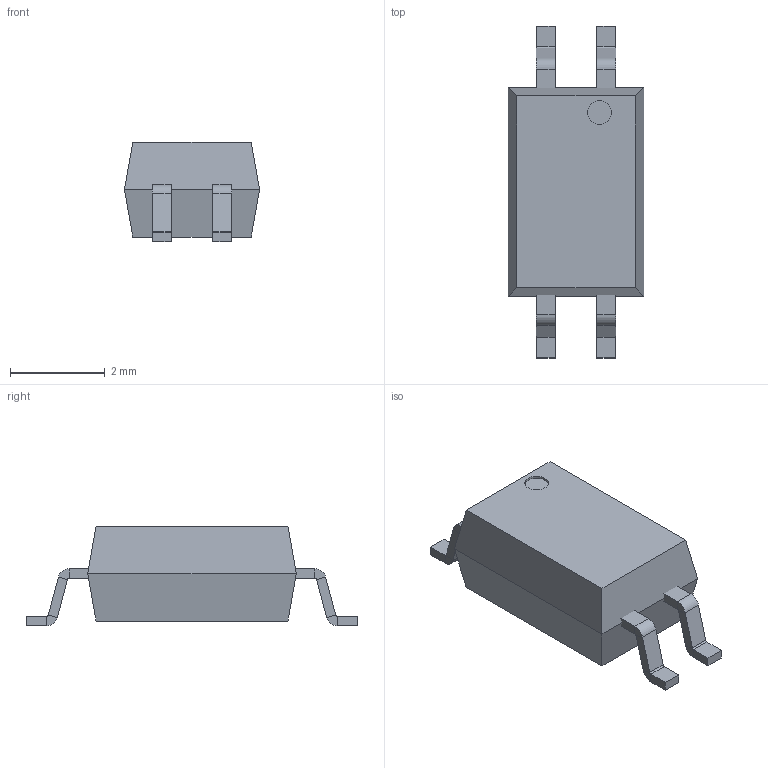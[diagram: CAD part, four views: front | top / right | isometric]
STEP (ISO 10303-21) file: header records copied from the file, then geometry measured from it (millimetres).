
FILE_DESCRIPTION(('FreeCAD Model'),'2;1');
FILE_NAME('Open CASCADE Shape Model','2023-06-28T14:18:42',( 'kicad StepUp'),('ksu MCAD'),'Open CASCADE STEP processor 7.6', 'FreeCAD','Unknown');
FILE_SCHEMA(('AUTOMOTIVE_DESIGN { 1 0 10303 214 1 1 1 1 }'));
Length unit declared in the file: millimetre
Products named in the file (1): SOP4
Bounding box: 2.85 x 7 x 2.1 mm (x, y, z)
Volume: 24.5 mm3; surface area: 73.5 mm2
Topology: 2 solids, 2 shells, 91 faces, 190 edges, 104 vertices
Faces by surface type: plane 73, cylinder 18
Entity records: 2984 total; most frequent: DIRECTION 410, CARTESIAN_POINT 386, ORIENTED_EDGE 380, EDGE_CURVE 190, LINE 154, VECTOR 154, AXIS2_PLACEMENT_3D 128, VERTEX_POINT 104
